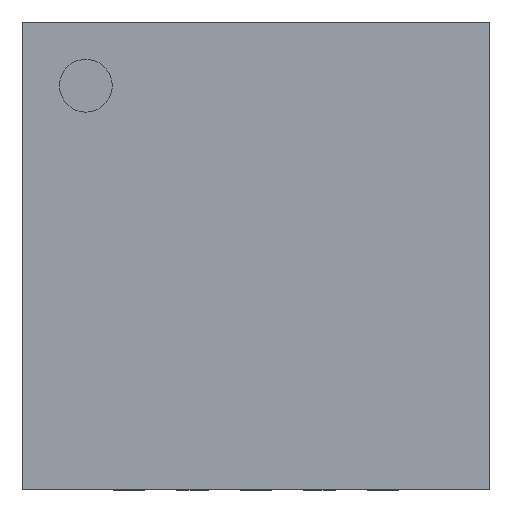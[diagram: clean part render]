
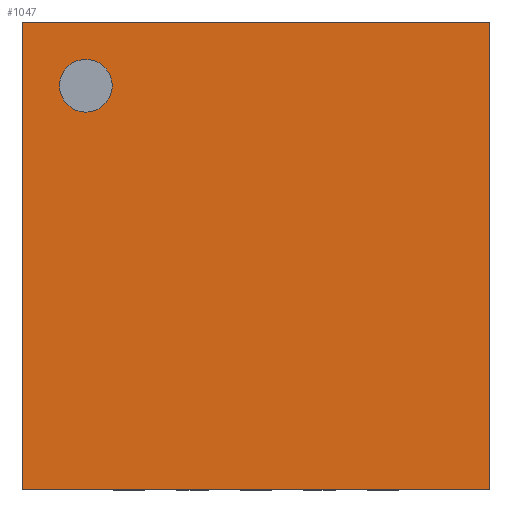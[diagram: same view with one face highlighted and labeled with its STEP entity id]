
A CAD part, top view. The second image highlights one B-rep face of the part: STEP entity #1047.
In plain terms, the highlighted planar face has unit normal (0, 0, 1).
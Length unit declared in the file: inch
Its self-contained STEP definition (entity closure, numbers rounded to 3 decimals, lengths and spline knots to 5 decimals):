
#191 = VERTEX_POINT ( 'NONE', #3288 ) ;
#214 = ORIENTED_EDGE ( 'NONE', *, *, #8638, .T. ) ;
#353 = FACE_BOUND ( 'NONE', #8341, .T. ) ;
#589 = CARTESIAN_POINT ( 'NONE',  ( 4.1417, 3.46807, 0.03 ) ) ;
#731 = DIRECTION ( 'NONE',  ( 1., 0., 0. ) ) ;
#1047 = ADVANCED_FACE ( 'NONE', ( #353, #2766 ), #9053, .T. ) ;
#1166 = DIRECTION ( 'NONE',  ( 0., 1., 0. ) ) ;
#1707 = EDGE_CURVE ( 'NONE', #8251, #8118, #4507, .T. ) ;
#2247 = CARTESIAN_POINT ( 'NONE',  ( 4.10543, 3.45199, 0.03 ) ) ;
#2418 = EDGE_CURVE ( 'NONE', #191, #8251, #11453, .T. ) ;
#2766 = FACE_OUTER_BOUND ( 'NONE', #10580, .T. ) ;
#2960 = CIRCLE ( 'NONE', #3238, 0.00665 ) ;
#3091 = CARTESIAN_POINT ( 'NONE',  ( 4.0827, 3.40907, 0.03 ) ) ;
#3238 = AXIS2_PLACEMENT_3D ( 'NONE', #9399, #3954, #10312 ) ;
#3288 = CARTESIAN_POINT ( 'NONE',  ( 4.0827, 3.46807, 0.03 ) ) ;
#3302 = CIRCLE ( 'NONE', #11475, 0.00665 ) ;
#3598 = CARTESIAN_POINT ( 'NONE',  ( 4.1417, 3.40907, 0.03 ) ) ;
#3941 = LINE ( 'NONE', #589, #5785 ) ;
#3954 = DIRECTION ( 'NONE',  ( 0., 0., -1. ) ) ;
#4034 = ORIENTED_EDGE ( 'NONE', *, *, #11181, .T. ) ;
#4216 = VECTOR ( 'NONE', #4820, 39.37008 ) ;
#4344 = ORIENTED_EDGE ( 'NONE', *, *, #5796, .T. ) ;
#4501 = DIRECTION ( 'NONE',  ( 0., -1., 0. ) ) ;
#4507 = LINE ( 'NONE', #5296, #11477 ) ;
#4820 = DIRECTION ( 'NONE',  ( 0., -1., 0. ) ) ;
#5296 = CARTESIAN_POINT ( 'NONE',  ( 4.1417, 3.35007, 0.03 ) ) ;
#5685 = CARTESIAN_POINT ( 'NONE',  ( 4.2007, 3.40907, 0.03 ) ) ;
#5785 = VECTOR ( 'NONE', #11488, 39.37008 ) ;
#5796 = EDGE_CURVE ( 'NONE', #7267, #6334, #3302, .T. ) ;
#6169 = DIRECTION ( 'NONE',  ( 0., 0., -1. ) ) ;
#6334 = VERTEX_POINT ( 'NONE', #2247 ) ;
#6988 = ORIENTED_EDGE ( 'NONE', *, *, #9530, .T. ) ;
#7267 = VERTEX_POINT ( 'NONE', #7564 ) ;
#7564 = CARTESIAN_POINT ( 'NONE',  ( 4.09213, 3.45199, 0.03 ) ) ;
#7773 = ORIENTED_EDGE ( 'NONE', *, *, #2418, .T. ) ;
#7874 = CARTESIAN_POINT ( 'NONE',  ( 4.2007, 3.35007, 0.03 ) ) ;
#8118 = VERTEX_POINT ( 'NONE', #7874 ) ;
#8251 = VERTEX_POINT ( 'NONE', #11704 ) ;
#8341 = EDGE_LOOP ( 'NONE', ( #4034, #4344 ) ) ;
#8638 = EDGE_CURVE ( 'NONE', #10862, #191, #3941, .T. ) ;
#8891 = VECTOR ( 'NONE', #1166, 39.37008 ) ;
#9053 = PLANE ( 'NONE',  #9631 ) ;
#9399 = CARTESIAN_POINT ( 'NONE',  ( 4.09878, 3.45199, 0.03 ) ) ;
#9530 = EDGE_CURVE ( 'NONE', #8118, #10862, #11559, .T. ) ;
#9631 = AXIS2_PLACEMENT_3D ( 'NONE', #3598, #9962, #4501 ) ;
#9962 = DIRECTION ( 'NONE',  ( 0., 0., 1. ) ) ;
#10312 = DIRECTION ( 'NONE',  ( 1., 0., 0. ) ) ;
#10580 = EDGE_LOOP ( 'NONE', ( #6988, #214, #7773, #11242 ) ) ;
#10687 = CARTESIAN_POINT ( 'NONE',  ( 4.2007, 3.46807, 0.03 ) ) ;
#10862 = VERTEX_POINT ( 'NONE', #10687 ) ;
#11181 = EDGE_CURVE ( 'NONE', #6334, #7267, #2960, .T. ) ;
#11242 = ORIENTED_EDGE ( 'NONE', *, *, #1707, .T. ) ;
#11453 = LINE ( 'NONE', #3091, #4216 ) ;
#11475 = AXIS2_PLACEMENT_3D ( 'NONE', #11595, #6169, #731 ) ;
#11477 = VECTOR ( 'NONE', #11638, 39.37008 ) ;
#11488 = DIRECTION ( 'NONE',  ( -1., 0., 0. ) ) ;
#11559 = LINE ( 'NONE', #5685, #8891 ) ;
#11595 = CARTESIAN_POINT ( 'NONE',  ( 4.09878, 3.45199, 0.03 ) ) ;
#11638 = DIRECTION ( 'NONE',  ( 1., 0., 0. ) ) ;
#11704 = CARTESIAN_POINT ( 'NONE',  ( 4.0827, 3.35007, 0.03 ) ) ;
